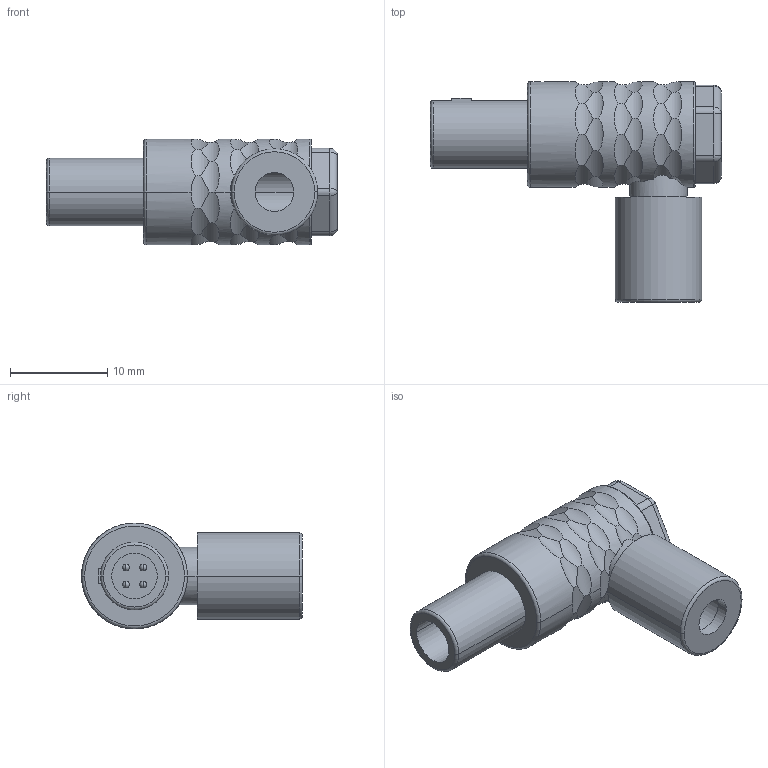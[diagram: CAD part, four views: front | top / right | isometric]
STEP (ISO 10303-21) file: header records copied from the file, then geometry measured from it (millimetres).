
FILE_DESCRIPTION((''),'2;1');
FILE_NAME('W10L0C-P04M','2013-11-12T',('RTrager'),(''),'PRO/ENGINEER BY PARAMETRIC TECHNOLOGY CORPORATION, 2013050','PRO/ENGINEER BY PARAMETRIC TECHNOLOGY CORPORATION, 2013050','');
FILE_SCHEMA(('CONFIG_CONTROL_DESIGN'));
Length unit declared in the file: millimetre
Products named in the file (1): W10L0C-P04M
Bounding box: 30 x 22.75 x 10.9 mm (x, y, z)
Volume: 2245.9 mm3; surface area: 2077.1 mm2
Topology: 1 solids, 1 shells, 192 faces, 499 edges, 316 vertices
Faces by surface type: cylinder 128, plane 33, sphere 14, torus 12, bspline 5
Entity records: 7966 total; most frequent: CARTESIAN_POINT 3590, ORIENTED_EDGE 982, DIRECTION 794, EDGE_CURVE 491, AXIS2_PLACEMENT_3D 336, VERTEX_POINT 316, B_SPLINE_CURVE_WITH_KNOTS 220, EDGE_LOOP 207
